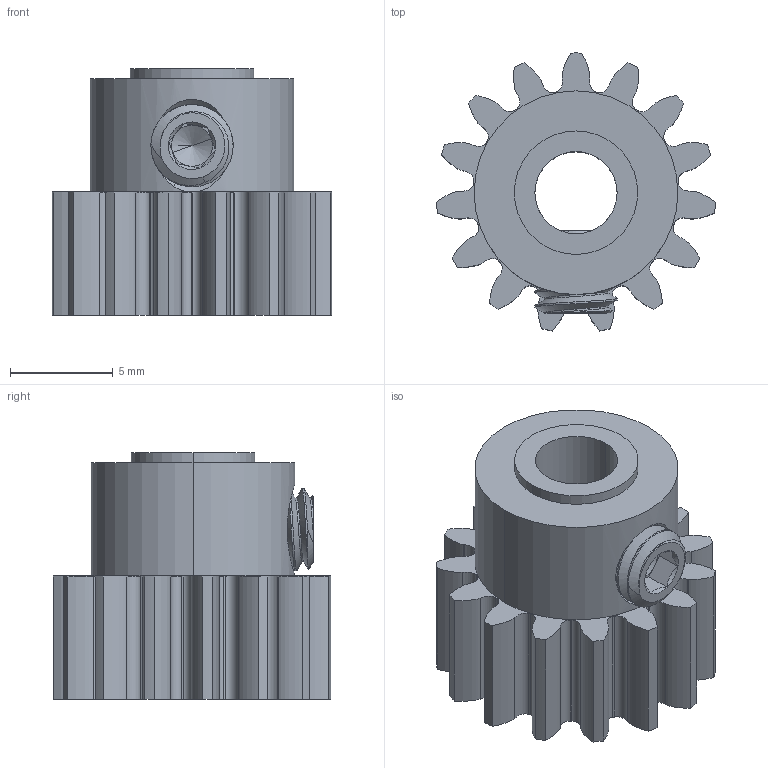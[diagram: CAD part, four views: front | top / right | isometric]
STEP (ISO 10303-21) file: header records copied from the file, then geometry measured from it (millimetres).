
FILE_DESCRIPTION (( 'STEP AP203' ), '1' );
FILE_NAME ('2303-0004-0015 assembly.STEP', '2022-06-30T16:25:55', ( '' ), ( '' ), 'SwSTEP 2.0', 'SolidWorks 2016', '' );
FILE_SCHEMA (( 'CONFIG_CONTROL_DESIGN' ));
Length unit declared in the file: millimetre
Products named in the file (3): 2303-0004-0015_Gear Blank; 2303-0004-0015 assembly; 2806-0004-0004_91390A112
Assembly tree (2 placements, depth 2):
  2303-0004-0015 assembly
    2303-0004-0015_Gear Blank
    2806-0004-0004_91390A112
Bounding box: 13.57 x 13.5 x 12 mm (x, y, z)
Volume: 949 mm3; surface area: 1094.4 mm2
Topology: 2 solids, 2 shells, 213 faces, 599 edges, 390 vertices
Faces by surface type: bspline 75, cylinder 71, plane 47, cone 20
Entity records: 23164 total; most frequent: CARTESIAN_POINT 18121, ORIENTED_EDGE 1190, DIRECTION 723, EDGE_CURVE 595, VERTEX_POINT 390, LINE 241, AXIS2_PLACEMENT_3D 241, VECTOR 241
